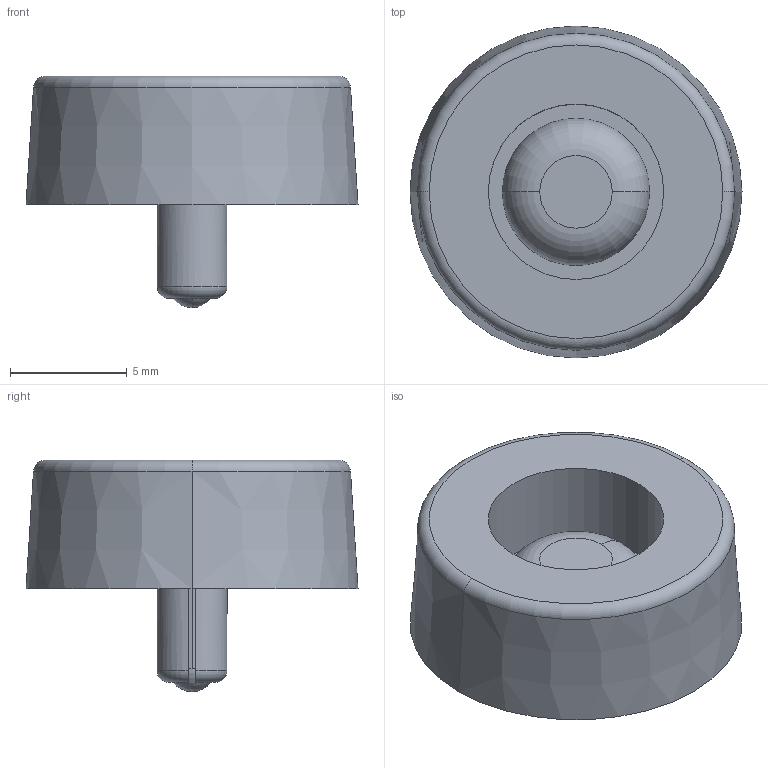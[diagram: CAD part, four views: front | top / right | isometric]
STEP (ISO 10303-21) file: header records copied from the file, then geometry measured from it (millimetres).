
FILE_DESCRIPTION (( 'STEP AP203' ), '1' );
FILE_NAME ('sone3D.STEP', '2014-03-06T07:00:30', ( '' ), ( '' ), 'SwSTEP 2.0', 'SolidWorks 2012', '' );
FILE_SCHEMA (( 'CONFIG_CONTROL_DESIGN' ));
Length unit declared in the file: millimetre
Products named in the file (4): C-30-FF-3ピン_; sone3D; C-30-FF-3儕儀僢僩_; C-30-FF-3フット_
Assembly tree (3 placements, depth 2):
  sone3D
    C-30-FF-3フット_
    C-30-FF-3儕儀僢僩_
    C-30-FF-3ピン_
Bounding box: 14.2 x 14.2 x 9.9 mm (x, y, z)
Volume: 733.4 mm3; surface area: 883.2 mm2
Topology: 3 solids, 3 shells, 50 faces, 116 edges, 73 vertices
Faces by surface type: cylinder 14, plane 14, torus 12, sphere 6, cone 4
Entity records: 1878 total; most frequent: DIRECTION 300, CARTESIAN_POINT 263, ORIENTED_EDGE 228, AXIS2_PLACEMENT_3D 134, EDGE_CURVE 114, CIRCLE 78, VERTEX_POINT 73, EDGE_LOOP 57
